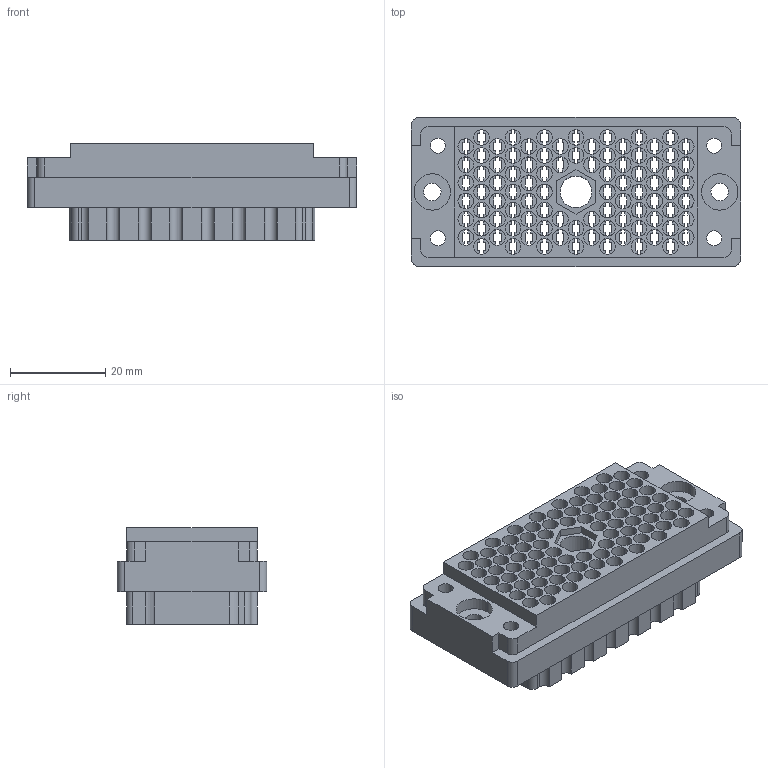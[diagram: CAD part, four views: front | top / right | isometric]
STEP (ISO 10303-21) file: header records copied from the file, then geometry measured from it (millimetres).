
FILE_DESCRIPTION (( 'STEP AP203' ), '1' );
FILE_NAME ('516-090-000-600.STEP', '2020-03-06T16:45:25', ( '' ), ( '' ), 'SwSTEP 2.0', 'SolidWorks 2016', '' );
FILE_SCHEMA (( 'CONFIG_CONTROL_DESIGN' ));
Length unit declared in the file: inch
Products named in the file (2): 516-090-000-600; 516 Part Receptacle_090
Assembly tree (1 placements, depth 2):
  516-090-000-600
    516 Part Receptacle_090
Bounding box: 69.04 x 31.34 x 20.27 mm (x, y, z)
Volume: 19765.6 mm3; surface area: 29349.3 mm2
Topology: 1 solids, 1 shells, 1924 faces, 5714 edges, 3808 vertices
Faces by surface type: plane 1375, cylinder 547, cone 2
Entity records: 65088 total; most frequent: CARTESIAN_POINT 11450, ORIENTED_EDGE 11428, DIRECTION 11024, EDGE_CURVE 5714, LINE 4260, VECTOR 4260, VERTEX_POINT 3808, AXIS2_PLACEMENT_3D 3382
